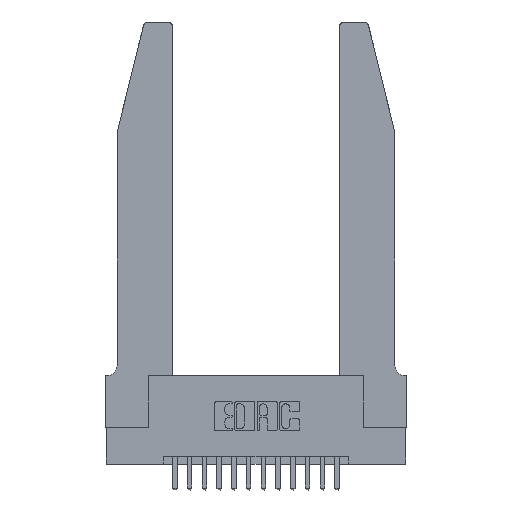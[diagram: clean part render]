
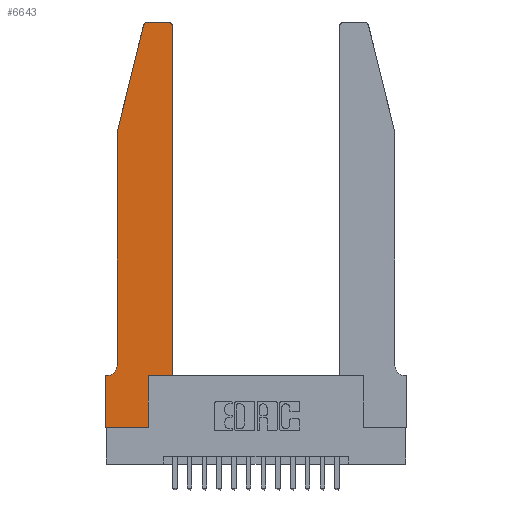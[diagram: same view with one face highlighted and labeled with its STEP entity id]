
A CAD part, top view. The second image highlights one B-rep face of the part: STEP entity #6643.
In plain terms, the highlighted planar face has unit normal (0, 0, 1).
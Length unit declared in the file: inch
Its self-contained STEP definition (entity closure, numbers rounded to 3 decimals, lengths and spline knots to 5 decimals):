
#220 = CARTESIAN_POINT ( 'NONE',  ( 0.0755, 2., 0.37 ) ) ;
#223 = LINE ( 'NONE', #11423, #14971 ) ;
#271 = VERTEX_POINT ( 'NONE', #9320 ) ;
#355 = CARTESIAN_POINT ( 'NONE',  ( 0.2865, 0.35, 0.37 ) ) ;
#388 = CARTESIAN_POINT ( 'NONE',  ( 0.4205, 2.72, 0.37 ) ) ;
#467 = VERTEX_POINT ( 'NONE', #3460 ) ;
#831 = VERTEX_POINT ( 'NONE', #9861 ) ;
#989 = LINE ( 'NONE', #8020, #4334 ) ;
#1174 = LINE ( 'NONE', #220, #15841 ) ;
#1244 = CARTESIAN_POINT ( 'NONE',  ( 0.0755, 2., 0.37 ) ) ;
#1448 = EDGE_CURVE ( 'NONE', #13049, #1839, #4283, .T. ) ;
#1454 = VERTEX_POINT ( 'NONE', #5600 ) ;
#1545 = ORIENTED_EDGE ( 'NONE', *, *, #1613, .T. ) ;
#1613 = EDGE_CURVE ( 'NONE', #10771, #831, #12988, .T. ) ;
#1740 = EDGE_CURVE ( 'NONE', #4854, #13962, #223, .T. ) ;
#1753 = CARTESIAN_POINT ( 'NONE',  ( 0.2605, 2.75, 0.37 ) ) ;
#1768 = AXIS2_PLACEMENT_3D ( 'NONE', #11934, #14794, #6317 ) ;
#1818 = FACE_OUTER_BOUND ( 'NONE', #7636, .T. ) ;
#1839 = VERTEX_POINT ( 'NONE', #6376 ) ;
#1980 = ORIENTED_EDGE ( 'NONE', *, *, #12120, .T. ) ;
#2095 = LINE ( 'NONE', #5927, #9239 ) ;
#2332 = DIRECTION ( 'NONE',  ( 0., 0., -1. ) ) ;
#2353 = EDGE_CURVE ( 'NONE', #467, #7040, #16452, .T. ) ;
#2463 = AXIS2_PLACEMENT_3D ( 'NONE', #388, #12133, #9860 ) ;
#2657 = ORIENTED_EDGE ( 'NONE', *, *, #13145, .T. ) ;
#3154 = CARTESIAN_POINT ( 'NONE',  ( 0.284, 2.75, 0.37 ) ) ;
#3460 = CARTESIAN_POINT ( 'NONE',  ( 0.0055, 0.35, 0.37 ) ) ;
#3520 = ORIENTED_EDGE ( 'NONE', *, *, #11618, .T. ) ;
#3728 = DIRECTION ( 'NONE',  ( 0., -1., 0. ) ) ;
#4283 = CIRCLE ( 'NONE', #2463, 0.03 ) ;
#4334 = VECTOR ( 'NONE', #3728, 39.37008 ) ;
#4838 = PLANE ( 'NONE',  #1768 ) ;
#4854 = VERTEX_POINT ( 'NONE', #16192 ) ;
#5578 = VECTOR ( 'NONE', #15461, 39.37008 ) ;
#5600 = CARTESIAN_POINT ( 'NONE',  ( 0.4505, 0.35, 0.37 ) ) ;
#5688 = DIRECTION ( 'NONE',  ( 1., 0., 0. ) ) ;
#5731 = CARTESIAN_POINT ( 'NONE',  ( 0.0755, 0.42, 0.37 ) ) ;
#5860 = DIRECTION ( 'NONE',  ( 1., 0., 0. ) ) ;
#5927 = CARTESIAN_POINT ( 'NONE',  ( 0.4505, 0.35, 0.37 ) ) ;
#6317 = DIRECTION ( 'NONE',  ( 1., 0., 0. ) ) ;
#6376 = CARTESIAN_POINT ( 'NONE',  ( 0.4205, 2.75, 0.37 ) ) ;
#6601 = ORIENTED_EDGE ( 'NONE', *, *, #11811, .T. ) ;
#6643 = ADVANCED_FACE ( 'NONE', ( #1818 ), #4838, .T. ) ;
#6768 = CARTESIAN_POINT ( 'NONE',  ( 0.4505, 2.72, 0.37 ) ) ;
#6960 = VECTOR ( 'NONE', #11222, 39.37008 ) ;
#7040 = VERTEX_POINT ( 'NONE', #12795 ) ;
#7253 = ORIENTED_EDGE ( 'NONE', *, *, #2353, .T. ) ;
#7275 = AXIS2_PLACEMENT_3D ( 'NONE', #18320, #10068, #5688 ) ;
#7276 = ORIENTED_EDGE ( 'NONE', *, *, #10413, .T. ) ;
#7636 = EDGE_LOOP ( 'NONE', ( #1980, #1545, #3520, #2657, #6601, #7253, #7276, #7695, #7723, #8827, #9029, #9065 ) ) ;
#7695 = ORIENTED_EDGE ( 'NONE', *, *, #8398, .T. ) ;
#7723 = ORIENTED_EDGE ( 'NONE', *, *, #1740, .T. ) ;
#7817 = VECTOR ( 'NONE', #17412, 39.37008 ) ;
#8020 = CARTESIAN_POINT ( 'NONE',  ( 0., 0., 0.37 ) ) ;
#8098 = EDGE_CURVE ( 'NONE', #1454, #13049, #13579, .T. ) ;
#8398 = EDGE_CURVE ( 'NONE', #16257, #4854, #12009, .T. ) ;
#8827 = ORIENTED_EDGE ( 'NONE', *, *, #11582, .T. ) ;
#8865 = CARTESIAN_POINT ( 'NONE',  ( 0.0755, 0.35, 0.37 ) ) ;
#8962 = DIRECTION ( 'NONE',  ( -1., 0., 0. ) ) ;
#8985 = VECTOR ( 'NONE', #8962, 39.37008 ) ;
#9029 = ORIENTED_EDGE ( 'NONE', *, *, #8098, .T. ) ;
#9035 = LINE ( 'NONE', #1753, #16064 ) ;
#9065 = ORIENTED_EDGE ( 'NONE', *, *, #1448, .T. ) ;
#9239 = VECTOR ( 'NONE', #5860, 39.37008 ) ;
#9320 = CARTESIAN_POINT ( 'NONE',  ( 0.0755, 2., 0.37 ) ) ;
#9860 = DIRECTION ( 'NONE',  ( 1., 0., 0. ) ) ;
#9861 = CARTESIAN_POINT ( 'NONE',  ( 0.25487, 2.72718, 0.37 ) ) ;
#10068 = DIRECTION ( 'NONE',  ( 0., 0., 1. ) ) ;
#10413 = EDGE_CURVE ( 'NONE', #7040, #16257, #989, .T. ) ;
#10731 = LINE ( 'NONE', #1244, #6960 ) ;
#10771 = VERTEX_POINT ( 'NONE', #3154 ) ;
#10840 = CARTESIAN_POINT ( 'NONE',  ( 0., 0., 0.37 ) ) ;
#10868 = CARTESIAN_POINT ( 'NONE',  ( 0.0055, 0.42, 0.37 ) ) ;
#11213 = CARTESIAN_POINT ( 'NONE',  ( 0.4505, 0.35, 0.37 ) ) ;
#11222 = DIRECTION ( 'NONE',  ( 0., -1., 0. ) ) ;
#11423 = CARTESIAN_POINT ( 'NONE',  ( 0.2865, 0.35, 0.37 ) ) ;
#11498 = VERTEX_POINT ( 'NONE', #5731 ) ;
#11582 = EDGE_CURVE ( 'NONE', #13962, #1454, #2095, .T. ) ;
#11618 = EDGE_CURVE ( 'NONE', #831, #271, #1174, .T. ) ;
#11811 = EDGE_CURVE ( 'NONE', #11498, #467, #13464, .T. ) ;
#11896 = DIRECTION ( 'NONE',  ( 0., 1., 0. ) ) ;
#11934 = CARTESIAN_POINT ( 'NONE',  ( 0., 0.35, 0.37 ) ) ;
#12009 = LINE ( 'NONE', #14608, #7817 ) ;
#12120 = EDGE_CURVE ( 'NONE', #1839, #10771, #9035, .T. ) ;
#12133 = DIRECTION ( 'NONE',  ( 0., 0., 1. ) ) ;
#12295 = DIRECTION ( 'NONE',  ( -1., 0., 0. ) ) ;
#12337 = AXIS2_PLACEMENT_3D ( 'NONE', #10868, #2332, #12295 ) ;
#12795 = CARTESIAN_POINT ( 'NONE',  ( 0., 0.35, 0.37 ) ) ;
#12988 = CIRCLE ( 'NONE', #7275, 0.03 ) ;
#13049 = VERTEX_POINT ( 'NONE', #6768 ) ;
#13135 = DIRECTION ( 'NONE',  ( -1., 0., 0. ) ) ;
#13145 = EDGE_CURVE ( 'NONE', #271, #11498, #10731, .T. ) ;
#13464 = CIRCLE ( 'NONE', #12337, 0.07 ) ;
#13579 = LINE ( 'NONE', #11213, #5578 ) ;
#13962 = VERTEX_POINT ( 'NONE', #355 ) ;
#14533 = DIRECTION ( 'NONE',  ( -0.239, -0.971, 0. ) ) ;
#14608 = CARTESIAN_POINT ( 'NONE',  ( 0., 0., 0.37 ) ) ;
#14794 = DIRECTION ( 'NONE',  ( 0., 0., 1. ) ) ;
#14971 = VECTOR ( 'NONE', #11896, 39.37008 ) ;
#15461 = DIRECTION ( 'NONE',  ( 0., 1., 0. ) ) ;
#15841 = VECTOR ( 'NONE', #14533, 39.37008 ) ;
#16064 = VECTOR ( 'NONE', #13135, 39.37008 ) ;
#16192 = CARTESIAN_POINT ( 'NONE',  ( 0.2865, 0., 0.37 ) ) ;
#16257 = VERTEX_POINT ( 'NONE', #10840 ) ;
#16452 = LINE ( 'NONE', #8865, #8985 ) ;
#17412 = DIRECTION ( 'NONE',  ( 1., 0., 0. ) ) ;
#18320 = CARTESIAN_POINT ( 'NONE',  ( 0.284, 2.72, 0.37 ) ) ;
